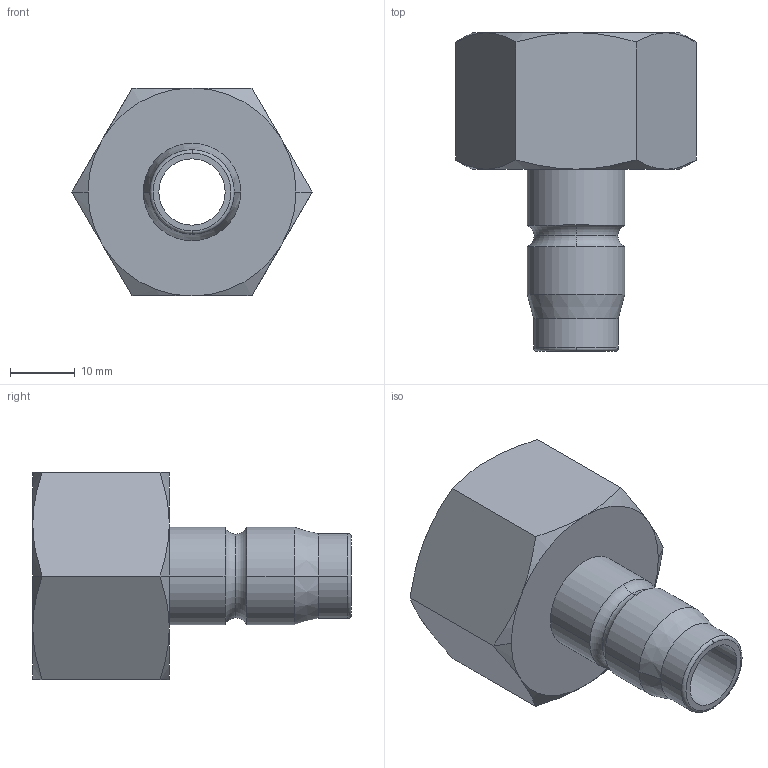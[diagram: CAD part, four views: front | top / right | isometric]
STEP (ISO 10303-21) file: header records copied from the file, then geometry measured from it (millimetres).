
FILE_DESCRIPTION(('STEP AP214'),'1');
FILE_NAME('esacg_34_nis.stp','2020-03-05T09:33:25',('TraceParts'),('TraceParts S.A.'),'Spatial InterOp 3D',' ',' ');
FILE_SCHEMA(('automotive_design'));
Length unit declared in the file: millimetre
Products named in the file (1): 1
Bounding box: 36.95 x 49 x 32 mm (x, y, z)
Volume: 13024 mm3; surface area: 7324.9 mm2
Topology: 1 solids, 1 shells, 46 faces, 103 edges, 61 vertices
Faces by surface type: cone 20, cylinder 10, plane 10, torus 6
Entity records: 1690 total; most frequent: CARTESIAN_POINT 307, DIRECTION 228, ORIENTED_EDGE 206, EDGE_CURVE 103, AXIS2_PLACEMENT_3D 102, VERTEX_POINT 61, CIRCLE 55, EDGE_LOOP 50
